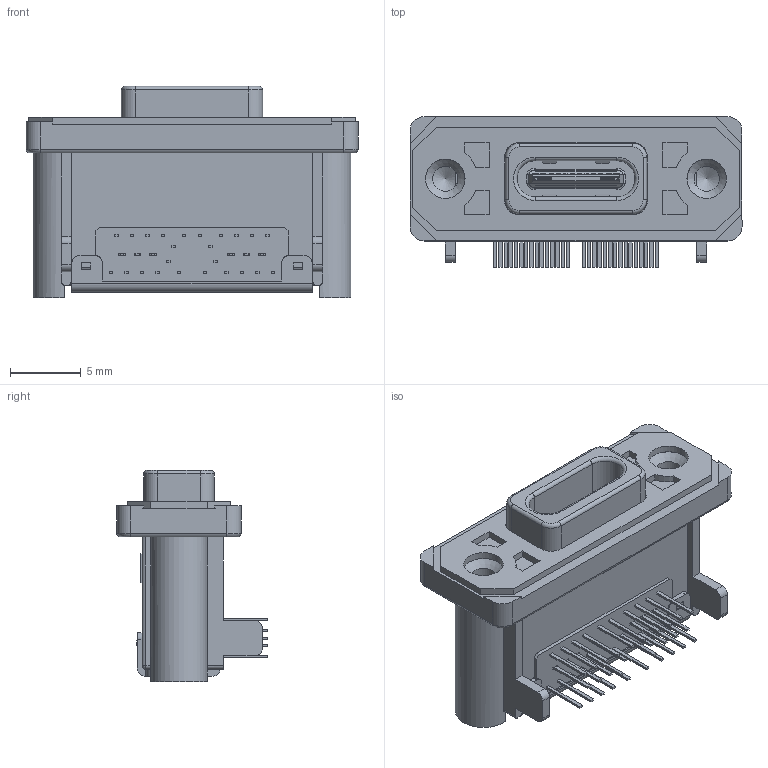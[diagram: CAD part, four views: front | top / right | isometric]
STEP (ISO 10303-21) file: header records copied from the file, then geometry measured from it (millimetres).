
FILE_DESCRIPTION (( 'STEP AP214' ), '1' );
FILE_NAME ('M-MUSBR-M1C1-X0-REVT3.STEP', '2015-09-17T14:13:43', ( '' ), ( '' ), 'SwSTEP 2.0', 'SolidWorks 2014', '' );
FILE_SCHEMA (( 'AUTOMOTIVE_DESIGN' ));
Length unit declared in the file: millimetre
Products named in the file (1): M-MUSBR-M1C1-X0-REVT3
Bounding box: 23.5 x 10.65 x 14.95 mm (x, y, z)
Volume: 1578.4 mm3; surface area: 1615.2 mm2
Topology: 1 solids, 1 shells, 903 faces, 2404 edges, 1566 vertices
Faces by surface type: plane 661, cylinder 152, bspline 66, torus 18, cone 4, sphere 2
Full cylindrical faces by diameter (mm): 1.778 x2, 2.8 x2
Entity records: 30258 total; most frequent: CARTESIAN_POINT 8194, ORIENTED_EDGE 4780, DIRECTION 4142, EDGE_CURVE 2390, LINE 1890, VECTOR 1890, VERTEX_POINT 1562, AXIS2_PLACEMENT_3D 1126
